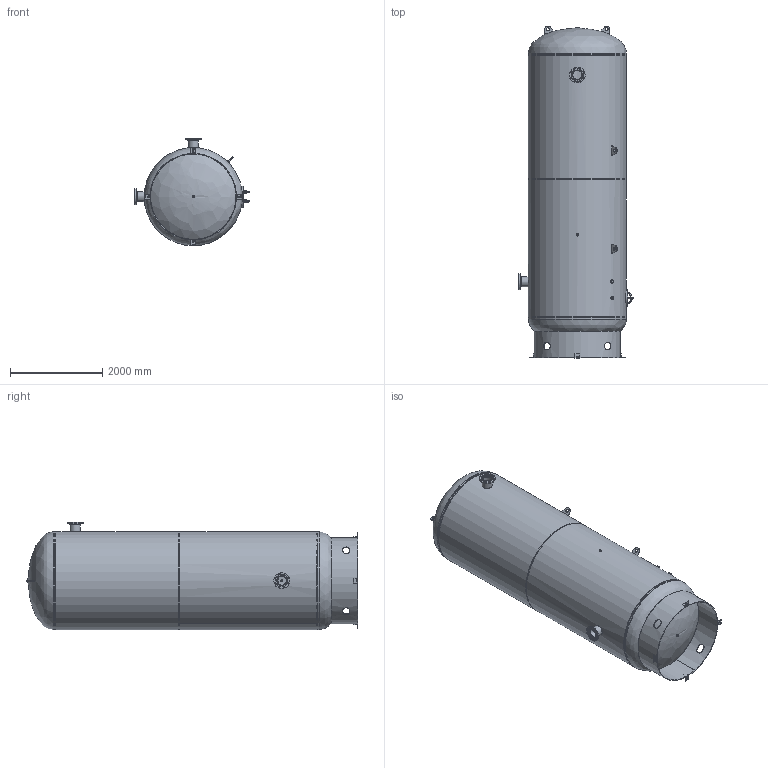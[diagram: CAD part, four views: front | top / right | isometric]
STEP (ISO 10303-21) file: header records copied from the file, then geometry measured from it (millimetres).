
FILE_DESCRIPTION(/* description */ ('VERTICAL AIR RECEIVER'),/* implementation_level */ '2;1');
FILE_NAME(/* name */ '127298.stp',/* time_stamp */ '2025-02-17T16:40:46-05:00',/* author */ ('Matt.Gilbert'),/* organization */ ('STEEL FAB IF WE MAKE IT, VENDOR IF WE DON''T'),/* preprocessor_version */ 'ST-DEVELOPER v18.1',/* originating_system */ 'Autodesk Inventor 2022',/* authorisation */ 'CHECKERS BOSS');
FILE_SCHEMA (('AUTOMOTIVE_DESIGN { 1 0 10303 214 3 1 1 }'));
Length unit declared in the file: inch
Products named in the file (25): 127298; 127300; 150034; 115603; 115849; 12.00 X 16.00 X 4.000 X 1.000 RNG; 12X16 300# COVER; S100343-1 GASKET; YOKE; B00005; ANSI B18.2.1 - 1-8x5.5; 139606; 139606_1; 107973; 139607; 110553; 120539; 113249; 113238; 120523; 129247; 129248; 129249; 108660; 115907
Assembly tree (42 placements, depth 3):
  127298
    127300
    150034
    115603  x2
    115849
      12.00 X 16.00 X 4.000 X 1.000 RNG
      12X16 300# COVER
      S100343-1 GASKET
      YOKE  x2
      B00005  x2
      ANSI B18.2.1 - 1-8x5.5  x2
    139606  x2
      139606_1
      107973
      139607
    120539  x5
    110553  x2
    113249
    113238  x3
    120523
    129247
      129248
      129249  x4
    108660  x4
    115907
Bounding box: 2484.44 x 7213.56 x 2336.8 mm (x, y, z)
Volume: 519853286.4 mm3; surface area: 106815463.1 mm2
Topology: 56 solids, 56 shells, 1097 faces, 2809 edges, 1837 vertices
Faces by surface type: plane 503, cylinder 226, bspline 187, cone 104, torus 77
Full cylindrical faces by diameter (mm): 9.525 x4, 19.05 x1, 21.971 x2, 22.225 x20, 25.4 x4, 28.575 x2, 30.302 x3, 36.909 x1, 39.688 x6, 50.8 x8, 52.387 x1, 55.169 x5, 56.667 x1, 63.5 x4, 66.675 x5, 76.2 x5, 79.383 x1, 193.675 x2, 203.2 x2, 219.075 x8, 246.126 x2, 269.875 x2, 342.9 x2, 1854.2 x1, 1879.6 x1, 2114.55 x4, 2133.6 x4
Entity records: 34411 total; most frequent: CARTESIAN_POINT 14159, ORIENTED_EDGE 4192, DIRECTION 3663, EDGE_CURVE 2096, VERTEX_POINT 1388, AXIS2_PLACEMENT_3D 1380, EDGE_LOOP 942, LINE 903
